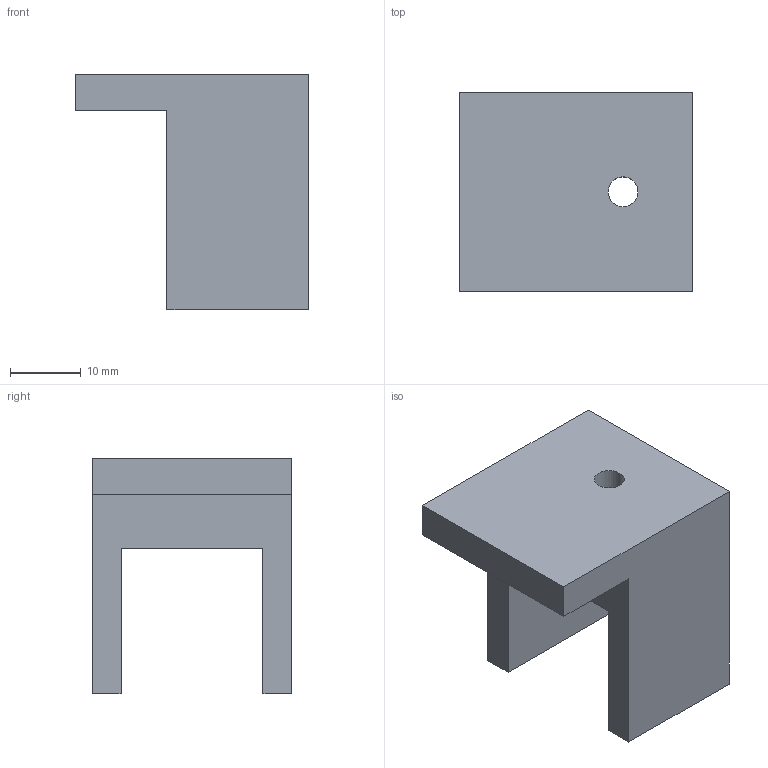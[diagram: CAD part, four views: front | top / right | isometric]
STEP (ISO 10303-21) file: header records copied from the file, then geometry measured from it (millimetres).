
FILE_DESCRIPTION(/* description */ (''),/* implementation_level */ '2;1');
FILE_NAME(/* name */ 'Spoilboardatachment.step',/* time_stamp */ '2024-07-18T12:15:10-07:00',/* author */ (''),/* organization */ (''),/* preprocessor_version */ 'ST-DEVELOPER v20',/* originating_system */ 'Autodesk Translation Framework v13.14.0.145',/* authorisation */ '');
FILE_SCHEMA (('AUTOMOTIVE_DESIGN { 1 0 10303 214 3 1 1 }'));
Length unit declared in the file: inch
Products named in the file (1): gggh
Bounding box: 32.94 x 28.13 x 33.24 mm (x, y, z)
Volume: 12154.6 mm3; surface area: 5323.6 mm2
Topology: 1 solids, 1 shells, 20 faces, 53 edges, 35 vertices
Faces by surface type: plane 19, cylinder 1
Full cylindrical faces by diameter (mm): 4.2 x1
Entity records: 650 total; most frequent: CARTESIAN_POINT 109, ORIENTED_EDGE 106, DIRECTION 97, EDGE_CURVE 53, LINE 51, VECTOR 51, VERTEX_POINT 35, AXIS2_PLACEMENT_3D 23
